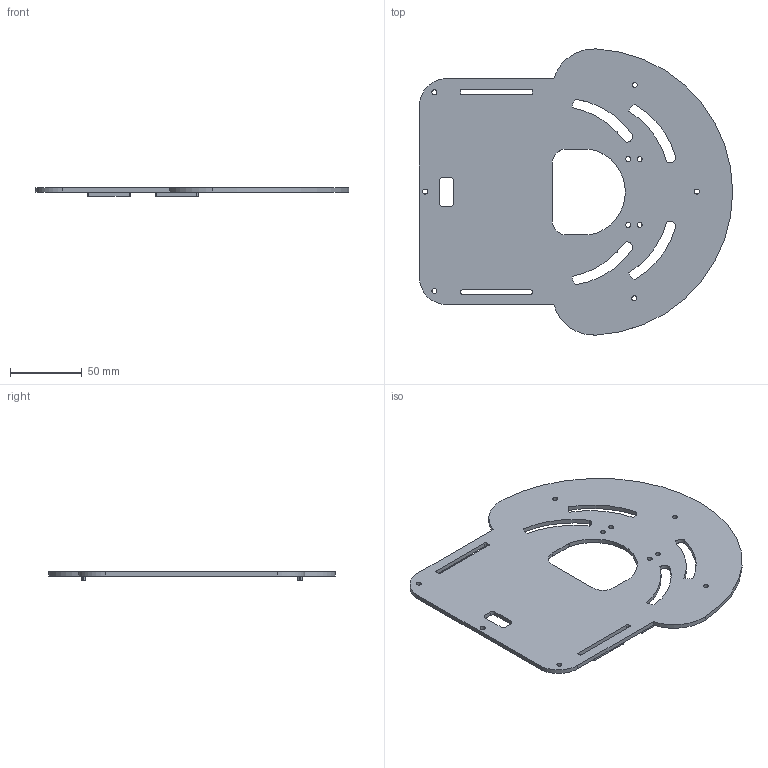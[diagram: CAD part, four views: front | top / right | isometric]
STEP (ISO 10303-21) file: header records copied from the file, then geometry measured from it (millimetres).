
FILE_DESCRIPTION(/* description */ (''),/* implementation_level */ '2;1');
FILE_NAME(/* name */ '',/* time_stamp */ '2022-12-08T15:44:13+08:00',/* author */ (''),/* organization */ (''),/* preprocessor_version */ 'ST-DEVELOPER v19.2',/* originating_system */ 'Autodesk Translation Framework v11.17.0.187',/* authorisation */ '');
FILE_SCHEMA (('AUTOMOTIVE_DESIGN { 1 0 10303 214 3 1 1 }'));
Length unit declared in the file: millimetre
Products named in the file (1): 顶盖
Bounding box: 218.94 x 200 x 6 mm (x, y, z)
Volume: 92436 mm3; surface area: 66821.6 mm2
Topology: 1 solids, 1 shells, 104 faces, 294 edges, 196 vertices
Faces by surface type: cylinder 64, plane 40
Full cylindrical faces by diameter (mm): 3.5 x10
Entity records: 3531 total; most frequent: DIRECTION 632, CARTESIAN_POINT 595, ORIENTED_EDGE 588, EDGE_CURVE 294, AXIS2_PLACEMENT_3D 233, VERTEX_POINT 196, LINE 166, VECTOR 166
